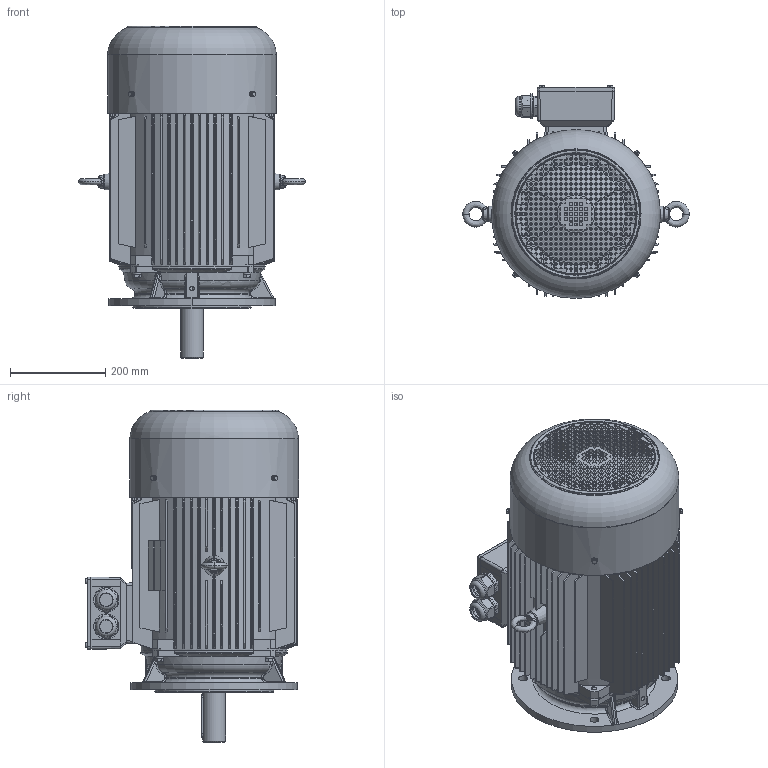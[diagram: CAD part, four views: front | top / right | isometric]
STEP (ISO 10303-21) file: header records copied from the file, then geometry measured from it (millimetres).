
FILE_DESCRIPTION(/* description */ (''),/* implementation_level */ '2;1');
FILE_NAME(/* name */ 'JM3-180L-B5.stp',/* time_stamp */ '2016-06-24T13:33:06+08:00',/* author */ (''),/* organization */ (''),/* preprocessor_version */ 'ST-DEVELOPER v15',/* originating_system */ 'SIEMENS PLM Software NX 8.5',/* authorisation */ '');
FILE_SCHEMA (('AUTOMOTIVE_DESIGN { 1 0 10303 214 3 1 1 1 }'));
Length unit declared in the file: millimetre
Products named in the file (1): pc1194463899vy
Bounding box: 476.2 x 448.1 x 698.23 mm (x, y, z)
Volume: 11163917.4 mm3; surface area: 3440237.2 mm2
Topology: 73 solids, 73 shells, 5003 faces, 13265 edges, 8543 vertices
Faces by surface type: plane 2844, cylinder 993, bspline 414, torus 395, cone 349, sphere 8
Full cylindrical faces by diameter (mm): 5.35 x4, 6 x12, 6.4 x8, 7.188 x10, 8 x11, 9.026 x8, 9.1 x10, 10 x9, 11.2 x8, 12 x8, 16 x1, 27.5 x2, 32.5 x4, 38.75 x12, 40 x5, 41.25 x12, 42 x1, 43 x3, 43.125 x2, 48 x1, 53 x2, 53.125 x2, 209 x1, 254 x1, 297 x1, 352 x1, 355 x1
Entity records: 199966 total; most frequent: CARTESIAN_POINT 61068, ORIENTED_EDGE 25634, DIRECTION 22831, EDGE_CURVE 12817, VERTEX_POINT 8418, LINE 7747, VECTOR 7747, AXIS2_PLACEMENT_3D 7542
